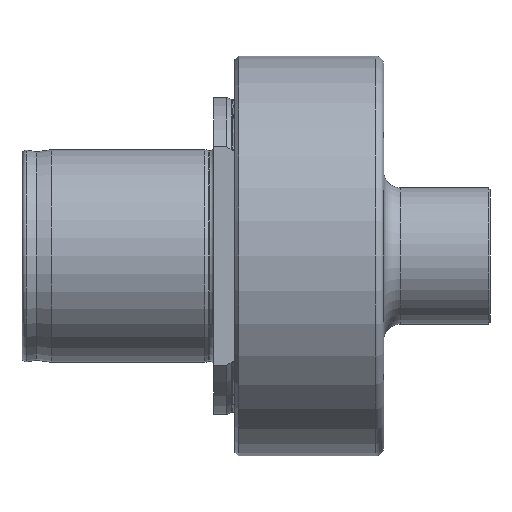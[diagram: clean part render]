
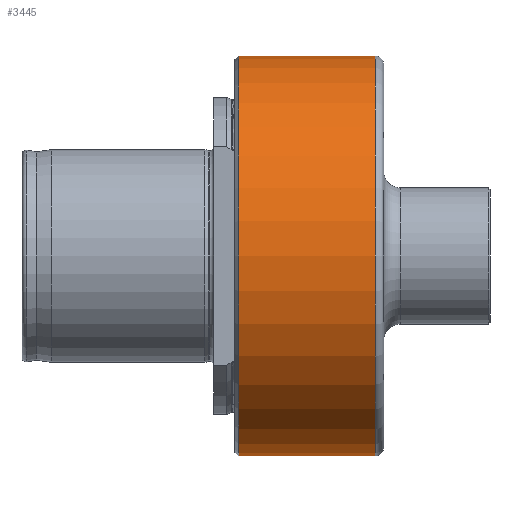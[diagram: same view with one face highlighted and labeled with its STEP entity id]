
A CAD part, front view. The second image highlights one B-rep face of the part: STEP entity #3445.
In plain terms, the highlighted cylindrical face has radius 47 mm (diameter 94 mm), a partial arc.
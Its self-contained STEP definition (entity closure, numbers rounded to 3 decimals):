
#9 = VERTEX_POINT ( 'NONE', #793 ) ;
#11 = CIRCLE ( 'NONE', #367, 47. ) ;
#42 = VECTOR ( 'NONE', #4208, 1000. ) ;
#97 = LINE ( 'NONE', #4237, #42 ) ;
#231 = CARTESIAN_POINT ( 'NONE',  ( 50.9, 0., -47. ) ) ;
#367 = AXIS2_PLACEMENT_3D ( 'NONE', #1293, #1215, #1237 ) ;
#372 = AXIS2_PLACEMENT_3D ( 'NONE', #1382, #1340, #1375 ) ;
#384 = DIRECTION ( 'NONE',  ( -1., 0., 0. ) ) ;
#425 = DIRECTION ( 'NONE',  ( 0., 0., 1. ) ) ;
#470 = FACE_OUTER_BOUND ( 'NONE', #3166, .T. ) ;
#583 = DIRECTION ( 'NONE',  ( -1., 0., 0. ) ) ;
#617 = AXIS2_PLACEMENT_3D ( 'NONE', #1595, #583, #425 ) ;
#793 = CARTESIAN_POINT ( 'NONE',  ( 50.9, 0., 47. ) ) ;
#1210 = CARTESIAN_POINT ( 'NONE',  ( 83., 0., 47. ) ) ;
#1215 = DIRECTION ( 'NONE',  ( -1., 0., 0. ) ) ;
#1237 = DIRECTION ( 'NONE',  ( 0., 0., 1. ) ) ;
#1293 = CARTESIAN_POINT ( 'NONE',  ( 83., 0., 0. ) ) ;
#1340 = DIRECTION ( 'NONE',  ( -1., 0., 0. ) ) ;
#1375 = DIRECTION ( 'NONE',  ( 0., 0., 1. ) ) ;
#1382 = CARTESIAN_POINT ( 'NONE',  ( 50.9, 0., 0. ) ) ;
#1488 = VERTEX_POINT ( 'NONE', #2375 ) ;
#1595 = CARTESIAN_POINT ( 'NONE',  ( 0., 0., 0. ) ) ;
#2298 = VERTEX_POINT ( 'NONE', #1210 ) ;
#2375 = CARTESIAN_POINT ( 'NONE',  ( 83., 0., -47. ) ) ;
#3065 = EDGE_CURVE ( 'NONE', #1488, #3158, #97, .T. ) ;
#3092 = EDGE_CURVE ( 'NONE', #2298, #9, #3890, .T. ) ;
#3158 = VERTEX_POINT ( 'NONE', #231 ) ;
#3166 = EDGE_LOOP ( 'NONE', ( #4190, #4064, #3591, #3344 ) ) ;
#3344 = ORIENTED_EDGE ( 'NONE', *, *, #3908, .F. ) ;
#3391 = CARTESIAN_POINT ( 'NONE',  ( 0., 0., 47. ) ) ;
#3445 = ADVANCED_FACE ( 'NONE', ( #470 ), #4262, .T. ) ;
#3591 = ORIENTED_EDGE ( 'NONE', *, *, #3092, .T. ) ;
#3710 = VECTOR ( 'NONE', #384, 1000. ) ;
#3890 = LINE ( 'NONE', #3391, #3710 ) ;
#3908 = EDGE_CURVE ( 'NONE', #3158, #9, #4535, .T. ) ;
#3915 = EDGE_CURVE ( 'NONE', #1488, #2298, #11, .T. ) ;
#4064 = ORIENTED_EDGE ( 'NONE', *, *, #3915, .T. ) ;
#4190 = ORIENTED_EDGE ( 'NONE', *, *, #3065, .F. ) ;
#4208 = DIRECTION ( 'NONE',  ( -1., 0., 0. ) ) ;
#4237 = CARTESIAN_POINT ( 'NONE',  ( 0., 0., -47. ) ) ;
#4262 = CYLINDRICAL_SURFACE ( 'NONE', #617, 47. ) ;
#4535 = CIRCLE ( 'NONE', #372, 47. ) ;
